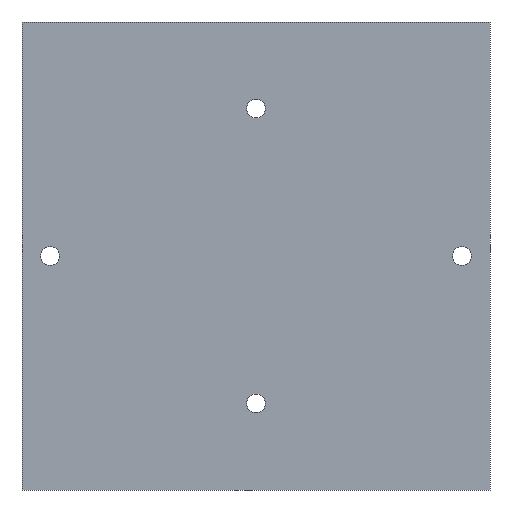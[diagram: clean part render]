
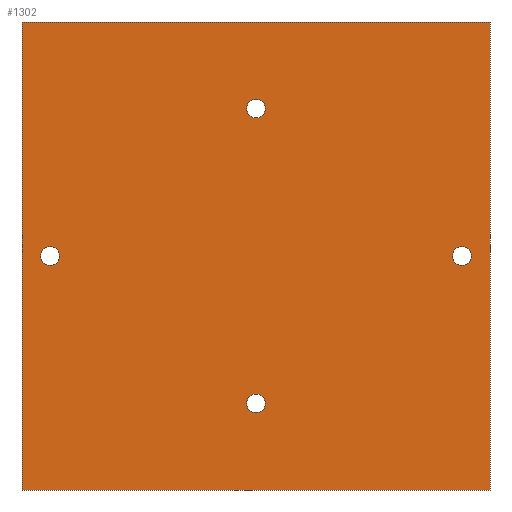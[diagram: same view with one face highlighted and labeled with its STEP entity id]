
A CAD part, front view. The second image highlights one B-rep face of the part: STEP entity #1302.
In plain terms, the highlighted planar face has unit normal (0, -1, 0).
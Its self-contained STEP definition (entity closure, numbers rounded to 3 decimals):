
#118=FACE_BOUND('',#279,.T.);
#119=FACE_BOUND('',#280,.T.);
#120=FACE_BOUND('',#281,.T.);
#121=FACE_BOUND('',#282,.T.);
#138=PLANE('',#1523);
#196=FACE_OUTER_BOUND('',#278,.T.);
#278=EDGE_LOOP('',(#965,#966,#967,#968));
#279=EDGE_LOOP('',(#969));
#280=EDGE_LOOP('',(#970));
#281=EDGE_LOOP('',(#971));
#282=EDGE_LOOP('',(#972));
#368=LINE('',#2064,#487);
#372=LINE('',#2071,#491);
#375=LINE('',#2077,#494);
#377=LINE('',#2080,#496);
#487=VECTOR('',#1676,10.);
#491=VECTOR('',#1682,10.);
#494=VECTOR('',#1687,10.);
#496=VECTOR('',#1691,10.);
#601=CIRCLE('',#1508,2.);
#603=CIRCLE('',#1511,2.);
#605=CIRCLE('',#1514,2.);
#607=CIRCLE('',#1517,2.);
#639=VERTEX_POINT('',#2036);
#641=VERTEX_POINT('',#2042);
#643=VERTEX_POINT('',#2048);
#645=VERTEX_POINT('',#2054);
#648=VERTEX_POINT('',#2061);
#649=VERTEX_POINT('',#2063);
#651=VERTEX_POINT('',#2069);
#653=VERTEX_POINT('',#2075);
#750=EDGE_CURVE('',#639,#639,#601,.T.);
#753=EDGE_CURVE('',#641,#641,#603,.T.);
#756=EDGE_CURVE('',#643,#643,#605,.T.);
#759=EDGE_CURVE('',#645,#645,#607,.T.);
#762=EDGE_CURVE('',#649,#648,#368,.T.);
#766=EDGE_CURVE('',#648,#651,#372,.T.);
#769=EDGE_CURVE('',#651,#653,#375,.T.);
#771=EDGE_CURVE('',#653,#649,#377,.T.);
#965=ORIENTED_EDGE('',*,*,#771,.T.);
#966=ORIENTED_EDGE('',*,*,#762,.T.);
#967=ORIENTED_EDGE('',*,*,#766,.T.);
#968=ORIENTED_EDGE('',*,*,#769,.T.);
#969=ORIENTED_EDGE('',*,*,#750,.T.);
#970=ORIENTED_EDGE('',*,*,#753,.T.);
#971=ORIENTED_EDGE('',*,*,#756,.T.);
#972=ORIENTED_EDGE('',*,*,#759,.T.);
#1302=ADVANCED_FACE('',(#196,#118,#119,#120,#121),#138,.F.);
#1508=AXIS2_PLACEMENT_3D('',#2038,#1649,#1650);
#1511=AXIS2_PLACEMENT_3D('',#2044,#1656,#1657);
#1514=AXIS2_PLACEMENT_3D('',#2050,#1663,#1664);
#1517=AXIS2_PLACEMENT_3D('',#2056,#1670,#1671);
#1523=AXIS2_PLACEMENT_3D('',#2082,#1694,#1695);
#1649=DIRECTION('center_axis',(0.,1.,0.));
#1650=DIRECTION('ref_axis',(-1.,0.,0.));
#1656=DIRECTION('center_axis',(0.,1.,0.));
#1657=DIRECTION('ref_axis',(-1.,0.,0.));
#1663=DIRECTION('center_axis',(0.,1.,0.));
#1664=DIRECTION('ref_axis',(-1.,0.,0.));
#1670=DIRECTION('center_axis',(0.,1.,0.));
#1671=DIRECTION('ref_axis',(-1.,0.,0.));
#1676=DIRECTION('',(0.,0.,1.));
#1682=DIRECTION('',(-1.,0.,0.));
#1687=DIRECTION('',(0.,0.,-1.));
#1691=DIRECTION('',(1.,0.,0.));
#1694=DIRECTION('center_axis',(0.,1.,0.));
#1695=DIRECTION('ref_axis',(0.,0.,1.));
#2036=CARTESIAN_POINT('',(-42.,0.,0.));
#2038=CARTESIAN_POINT('Origin',(-44.,0.,0.));
#2042=CARTESIAN_POINT('',(2.,0.,31.5));
#2044=CARTESIAN_POINT('Origin',(0.,0.,31.5));
#2048=CARTESIAN_POINT('',(2.,0.,-31.5));
#2050=CARTESIAN_POINT('Origin',(0.,0.,-31.5));
#2054=CARTESIAN_POINT('',(46.,0.,0.));
#2056=CARTESIAN_POINT('Origin',(44.,0.,0.));
#2061=CARTESIAN_POINT('',(50.,0.,50.));
#2063=CARTESIAN_POINT('',(50.,0.,-50.));
#2064=CARTESIAN_POINT('',(50.,0.,-50.));
#2069=CARTESIAN_POINT('',(-50.,0.,50.));
#2071=CARTESIAN_POINT('',(50.,0.,50.));
#2075=CARTESIAN_POINT('',(-50.,0.,-50.));
#2077=CARTESIAN_POINT('',(-50.,0.,50.));
#2080=CARTESIAN_POINT('',(-50.,0.,-50.));
#2082=CARTESIAN_POINT('Origin',(0.,0.,0.));
